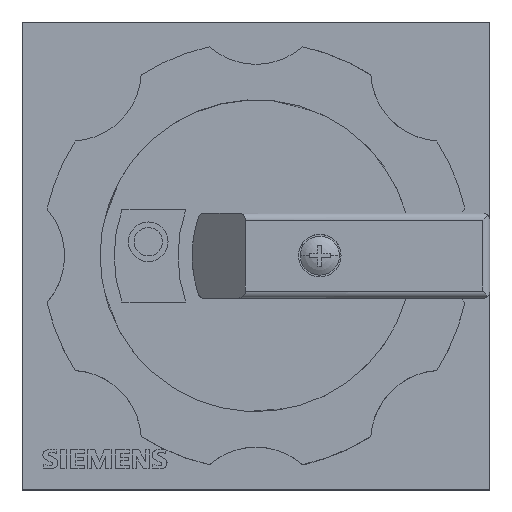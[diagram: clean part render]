
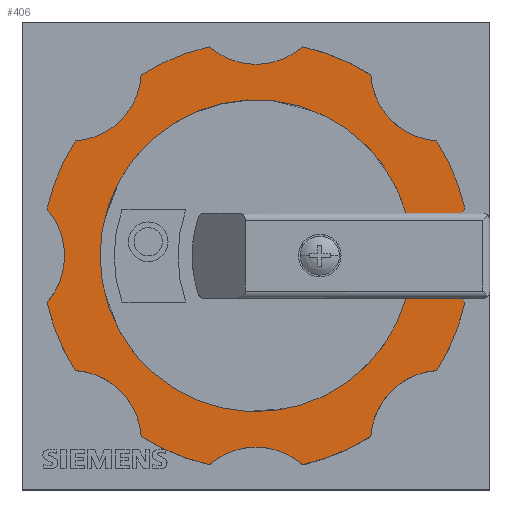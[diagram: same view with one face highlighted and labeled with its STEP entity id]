
A CAD part, top view. The second image highlights one B-rep face of the part: STEP entity #406.
In plain terms, the highlighted planar face has unit normal (0, 0, 1).
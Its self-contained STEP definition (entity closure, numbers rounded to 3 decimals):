
#406=ADVANCED_FACE('',(#992),#993,.T.);
#992=FACE_OUTER_BOUND('',#1761,.T.);
#993=PLANE('',#1762);
#1761=EDGE_LOOP('',(#2993,#2994,#2995,#2996,#2997,#2998,#2999,#3000,#3001,#3002,#3003,#3004,#3005,#3006,#3007,#3008,#3009,#3010,#3011,#3012,#3013,#3014,#3015,#3016,#3017,#3018,#3019,#3020));
#1762=AXIS2_PLACEMENT_3D('',#3021,#3022,#3023);
#2993=ORIENTED_EDGE('',*,*,#4883,.T.);
#2994=ORIENTED_EDGE('',*,*,#4715,.T.);
#2995=ORIENTED_EDGE('',*,*,#5018,.T.);
#2996=ORIENTED_EDGE('',*,*,#4972,.T.);
#2997=ORIENTED_EDGE('',*,*,#4981,.T.);
#2998=ORIENTED_EDGE('',*,*,#5019,.T.);
#2999=ORIENTED_EDGE('',*,*,#5020,.T.);
#3000=ORIENTED_EDGE('',*,*,#4731,.T.);
#3001=ORIENTED_EDGE('',*,*,#5021,.T.);
#3002=ORIENTED_EDGE('',*,*,#5022,.T.);
#3003=ORIENTED_EDGE('',*,*,#4736,.T.);
#3004=ORIENTED_EDGE('',*,*,#5023,.T.);
#3005=ORIENTED_EDGE('',*,*,#5024,.T.);
#3006=ORIENTED_EDGE('',*,*,#4741,.T.);
#3007=ORIENTED_EDGE('',*,*,#5025,.T.);
#3008=ORIENTED_EDGE('',*,*,#5026,.T.);
#3009=ORIENTED_EDGE('',*,*,#4748,.T.);
#3010=ORIENTED_EDGE('',*,*,#5027,.T.);
#3011=ORIENTED_EDGE('',*,*,#5028,.T.);
#3012=ORIENTED_EDGE('',*,*,#4753,.T.);
#3013=ORIENTED_EDGE('',*,*,#5029,.T.);
#3014=ORIENTED_EDGE('',*,*,#5030,.T.);
#3015=ORIENTED_EDGE('',*,*,#4758,.T.);
#3016=ORIENTED_EDGE('',*,*,#5031,.T.);
#3017=ORIENTED_EDGE('',*,*,#5015,.T.);
#3018=ORIENTED_EDGE('',*,*,#4763,.T.);
#3019=ORIENTED_EDGE('',*,*,#5032,.T.);
#3020=ORIENTED_EDGE('',*,*,#5033,.T.);
#3021=CARTESIAN_POINT('',(33.0,33.0,27.3));
#3022=DIRECTION('',(0.0,0.0,1.0));
#3023=DIRECTION('',(1.0,0.0,0.0));
#4715=EDGE_CURVE('',#5684,#5681,#5685,.T.);
#4731=EDGE_CURVE('',#5709,#5713,#5715,.T.);
#4736=EDGE_CURVE('',#5718,#5722,#5724,.T.);
#4741=EDGE_CURVE('',#5727,#5731,#5733,.T.);
#4748=EDGE_CURVE('',#5736,#5744,#5746,.T.);
#4753=EDGE_CURVE('',#5749,#5753,#5755,.T.);
#4758=EDGE_CURVE('',#5758,#5762,#5764,.T.);
#4763=EDGE_CURVE('',#5767,#5771,#5773,.T.);
#4883=EDGE_CURVE('',#5972,#5684,#5973,.T.);
#4972=EDGE_CURVE('',#6098,#6096,#6099,.T.);
#4981=EDGE_CURVE('',#6096,#6107,#6109,.T.);
#5015=EDGE_CURVE('',#6163,#5767,#6164,.T.);
#5018=EDGE_CURVE('',#5681,#6098,#6167,.T.);
#5019=EDGE_CURVE('',#6107,#6168,#6169,.T.);
#5020=EDGE_CURVE('',#6168,#5709,#6170,.T.);
#5021=EDGE_CURVE('',#5713,#6171,#6172,.T.);
#5022=EDGE_CURVE('',#6171,#5718,#6173,.T.);
#5023=EDGE_CURVE('',#5722,#6174,#6175,.T.);
#5024=EDGE_CURVE('',#6174,#5727,#6176,.T.);
#5025=EDGE_CURVE('',#5731,#6177,#6178,.T.);
#5026=EDGE_CURVE('',#6177,#5736,#6179,.T.);
#5027=EDGE_CURVE('',#5744,#6180,#6181,.T.);
#5028=EDGE_CURVE('',#6180,#5749,#6182,.T.);
#5029=EDGE_CURVE('',#5753,#6183,#6184,.T.);
#5030=EDGE_CURVE('',#6183,#5758,#6185,.T.);
#5031=EDGE_CURVE('',#5762,#6163,#6186,.T.);
#5032=EDGE_CURVE('',#5771,#6187,#6188,.T.);
#5033=EDGE_CURVE('',#6187,#5972,#6189,.T.);
#5681=VERTEX_POINT('',#7131);
#5684=VERTEX_POINT('',#7135);
#5685=CIRCLE('',#7136,22.0);
#5709=VERTEX_POINT('',#7187);
#5713=VERTEX_POINT('',#7197);
#5715=CIRCLE('',#7200,10.0);
#5718=VERTEX_POINT('',#7203);
#5722=VERTEX_POINT('',#7208);
#5724=CIRCLE('',#7211,10.0);
#5727=VERTEX_POINT('',#7214);
#5731=VERTEX_POINT('',#7219);
#5733=CIRCLE('',#7222,10.0);
#5736=VERTEX_POINT('',#7225);
#5744=VERTEX_POINT('',#7240);
#5746=CIRCLE('',#7243,10.0);
#5749=VERTEX_POINT('',#7246);
#5753=VERTEX_POINT('',#7251);
#5755=CIRCLE('',#7254,10.0);
#5758=VERTEX_POINT('',#7257);
#5762=VERTEX_POINT('',#7262);
#5764=CIRCLE('',#7265,10.0);
#5767=VERTEX_POINT('',#7268);
#5771=VERTEX_POINT('',#7273);
#5773=CIRCLE('',#7276,10.0);
#5972=VERTEX_POINT('',#7598);
#5973=LINE('',#7599,#7600);
#6096=VERTEX_POINT('',#7763);
#6098=VERTEX_POINT('',#7766);
#6099=LINE('',#7767,#7768);
#6107=VERTEX_POINT('',#7778);
#6109=CIRCLE('',#7781,10.0);
#6163=VERTEX_POINT('',#7871);
#6164=CIRCLE('',#7872,10.0);
#6167=CIRCLE('',#7876,22.0);
#6168=VERTEX_POINT('',#7877);
#6169=CIRCLE('',#7878,30.2);
#6170=CIRCLE('',#7879,10.0);
#6171=VERTEX_POINT('',#7880);
#6172=CIRCLE('',#7881,30.2);
#6173=CIRCLE('',#7882,10.0);
#6174=VERTEX_POINT('',#7883);
#6175=CIRCLE('',#7884,30.2);
#6176=CIRCLE('',#7885,10.0);
#6177=VERTEX_POINT('',#7886);
#6178=CIRCLE('',#7887,30.2);
#6179=CIRCLE('',#7888,10.0);
#6180=VERTEX_POINT('',#7889);
#6181=CIRCLE('',#7890,30.2);
#6182=CIRCLE('',#7891,10.0);
#6183=VERTEX_POINT('',#7892);
#6184=CIRCLE('',#7893,30.2);
#6185=CIRCLE('',#7894,10.0);
#6186=CIRCLE('',#7895,30.2);
#6187=VERTEX_POINT('',#7896);
#6188=CIRCLE('',#7897,30.2);
#6189=CIRCLE('',#7898,10.0);
#7131=CARTESIAN_POINT('',(11.0,33.0,27.3));
#7135=CARTESIAN_POINT('',(54.166,27.,27.3));
#7136=AXIS2_PLACEMENT_3D('',#9116,#9117,#9118);
#7187=CARTESIAN_POINT('',(52.092,52.092,27.3));
#7197=CARTESIAN_POINT('',(49.185,58.497,27.3));
#7200=AXIS2_PLACEMENT_3D('',#9131,#9132,#9133);
#7203=CARTESIAN_POINT('',(33.0,60.0,27.3));
#7208=CARTESIAN_POINT('',(26.416,62.474,27.3));
#7211=AXIS2_PLACEMENT_3D('',#9139,#9140,#9141);
#7214=CARTESIAN_POINT('',(13.908,52.092,27.3));
#7219=CARTESIAN_POINT('',(7.503,49.185,27.3));
#7222=AXIS2_PLACEMENT_3D('',#9147,#9148,#9149);
#7225=CARTESIAN_POINT('',(6.0,33.0,27.3));
#7240=CARTESIAN_POINT('',(3.526,26.416,27.3));
#7243=AXIS2_PLACEMENT_3D('',#9156,#9157,#9158);
#7246=CARTESIAN_POINT('',(13.908,13.908,27.3));
#7251=CARTESIAN_POINT('',(16.815,7.503,27.3));
#7254=AXIS2_PLACEMENT_3D('',#9164,#9165,#9166);
#7257=CARTESIAN_POINT('',(33.0,6.0,27.3));
#7262=CARTESIAN_POINT('',(39.584,3.526,27.3));
#7265=AXIS2_PLACEMENT_3D('',#9172,#9173,#9174);
#7268=CARTESIAN_POINT('',(52.092,13.908,27.3));
#7273=CARTESIAN_POINT('',(58.497,16.815,27.3));
#7276=AXIS2_PLACEMENT_3D('',#9180,#9181,#9182);
#7598=CARTESIAN_POINT('',(62.,27.,27.3));
#7599=CARTESIAN_POINT('',(49.,27.,27.3));
#7600=VECTOR('',#9338,1.0);
#7763=CARTESIAN_POINT('',(62.,39.,27.3));
#7766=CARTESIAN_POINT('',(54.166,39.,27.3));
#7767=CARTESIAN_POINT('',(29.388,39.,27.3));
#7768=VECTOR('',#9446,1.0);
#7778=CARTESIAN_POINT('',(62.474,39.584,27.3));
#7781=AXIS2_PLACEMENT_3D('',#9453,#9454,#9455);
#7871=CARTESIAN_POINT('',(49.185,7.503,27.3));
#7872=AXIS2_PLACEMENT_3D('',#9502,#9503,#9504);
#7876=AXIS2_PLACEMENT_3D('',#9506,#9507,#9508);
#7877=CARTESIAN_POINT('',(58.497,49.185,27.3));
#7878=AXIS2_PLACEMENT_3D('',#9509,#9510,#9511);
#7879=AXIS2_PLACEMENT_3D('',#9512,#9513,#9514);
#7880=CARTESIAN_POINT('',(39.584,62.474,27.3));
#7881=AXIS2_PLACEMENT_3D('',#9515,#9516,#9517);
#7882=AXIS2_PLACEMENT_3D('',#9518,#9519,#9520);
#7883=CARTESIAN_POINT('',(16.815,58.497,27.3));
#7884=AXIS2_PLACEMENT_3D('',#9521,#9522,#9523);
#7885=AXIS2_PLACEMENT_3D('',#9524,#9525,#9526);
#7886=CARTESIAN_POINT('',(3.526,39.584,27.3));
#7887=AXIS2_PLACEMENT_3D('',#9527,#9528,#9529);
#7888=AXIS2_PLACEMENT_3D('',#9530,#9531,#9532);
#7889=CARTESIAN_POINT('',(7.503,16.815,27.3));
#7890=AXIS2_PLACEMENT_3D('',#9533,#9534,#9535);
#7891=AXIS2_PLACEMENT_3D('',#9536,#9537,#9538);
#7892=CARTESIAN_POINT('',(26.416,3.526,27.3));
#7893=AXIS2_PLACEMENT_3D('',#9539,#9540,#9541);
#7894=AXIS2_PLACEMENT_3D('',#9542,#9543,#9544);
#7895=AXIS2_PLACEMENT_3D('',#9545,#9546,#9547);
#7896=CARTESIAN_POINT('',(62.474,26.416,27.3));
#7897=AXIS2_PLACEMENT_3D('',#9548,#9549,#9550);
#7898=AXIS2_PLACEMENT_3D('',#9551,#9552,#9553);
#9116=CARTESIAN_POINT('',(33.0,33.0,27.3));
#9117=DIRECTION('',(0.0,0.0,-1.0));
#9118=DIRECTION('',(1.0,0.0,0.0));
#9131=CARTESIAN_POINT('',(59.163,59.163,27.3));
#9132=DIRECTION('',(0.0,0.0,-1.0));
#9133=DIRECTION('',(0.707,0.707,0.0));
#9139=CARTESIAN_POINT('',(33.0,70.0,27.3));
#9140=DIRECTION('',(0.0,0.0,-1.0));
#9141=DIRECTION('',(0.0,1.0,0.0));
#9147=CARTESIAN_POINT('',(6.837,59.163,27.3));
#9148=DIRECTION('',(0.0,0.0,-1.0));
#9149=DIRECTION('',(-0.707,0.707,0.0));
#9156=CARTESIAN_POINT('',(-4.0,33.0,27.3));
#9157=DIRECTION('',(0.0,0.0,-1.0));
#9158=DIRECTION('',(-1.0,0.0,0.0));
#9164=CARTESIAN_POINT('',(6.837,6.837,27.3));
#9165=DIRECTION('',(-0.0,0.0,-1.0));
#9166=DIRECTION('',(-0.707,-0.707,0.0));
#9172=CARTESIAN_POINT('',(33.0,-4.0,27.3));
#9173=DIRECTION('',(0.0,0.0,-1.0));
#9174=DIRECTION('',(0.0,-1.0,0.0));
#9180=CARTESIAN_POINT('',(59.163,6.837,27.3));
#9181=DIRECTION('',(0.0,0.0,-1.0));
#9182=DIRECTION('',(0.707,-0.707,0.0));
#9338=DIRECTION('',(-1.0,0.,-0.0));
#9446=DIRECTION('',(1.0,0.0,0.0));
#9453=CARTESIAN_POINT('',(70.0,33.0,27.3));
#9454=DIRECTION('',(0.0,0.0,-1.0));
#9455=DIRECTION('',(1.0,0.0,0.0));
#9502=CARTESIAN_POINT('',(59.163,6.837,27.3));
#9503=DIRECTION('',(0.0,0.0,-1.0));
#9504=DIRECTION('',(0.707,-0.707,0.0));
#9506=CARTESIAN_POINT('',(33.0,33.0,27.3));
#9507=DIRECTION('',(0.0,0.0,-1.0));
#9508=DIRECTION('',(1.0,0.0,0.0));
#9509=CARTESIAN_POINT('',(33.0,33.0,27.3));
#9510=DIRECTION('',(0.0,0.0,1.0));
#9511=DIRECTION('',(1.0,0.0,0.0));
#9512=CARTESIAN_POINT('',(59.163,59.163,27.3));
#9513=DIRECTION('',(0.0,0.0,-1.0));
#9514=DIRECTION('',(0.707,0.707,0.0));
#9515=CARTESIAN_POINT('',(33.0,33.0,27.3));
#9516=DIRECTION('',(0.0,0.0,1.0));
#9517=DIRECTION('',(1.0,0.0,0.0));
#9518=CARTESIAN_POINT('',(33.0,70.0,27.3));
#9519=DIRECTION('',(0.0,0.0,-1.0));
#9520=DIRECTION('',(0.0,1.0,0.0));
#9521=CARTESIAN_POINT('',(33.0,33.0,27.3));
#9522=DIRECTION('',(0.0,0.0,1.0));
#9523=DIRECTION('',(1.0,0.0,0.0));
#9524=CARTESIAN_POINT('',(6.837,59.163,27.3));
#9525=DIRECTION('',(0.0,0.0,-1.0));
#9526=DIRECTION('',(-0.707,0.707,0.0));
#9527=CARTESIAN_POINT('',(33.0,33.0,27.3));
#9528=DIRECTION('',(0.0,0.0,1.0));
#9529=DIRECTION('',(1.0,0.0,0.0));
#9530=CARTESIAN_POINT('',(-4.0,33.0,27.3));
#9531=DIRECTION('',(0.0,0.0,-1.0));
#9532=DIRECTION('',(-1.0,0.0,0.0));
#9533=CARTESIAN_POINT('',(33.0,33.0,27.3));
#9534=DIRECTION('',(0.0,0.0,1.0));
#9535=DIRECTION('',(1.0,0.0,0.0));
#9536=CARTESIAN_POINT('',(6.837,6.837,27.3));
#9537=DIRECTION('',(-0.0,0.0,-1.0));
#9538=DIRECTION('',(-0.707,-0.707,0.0));
#9539=CARTESIAN_POINT('',(33.0,33.0,27.3));
#9540=DIRECTION('',(0.0,0.0,1.0));
#9541=DIRECTION('',(1.0,0.0,0.0));
#9542=CARTESIAN_POINT('',(33.0,-4.0,27.3));
#9543=DIRECTION('',(0.0,0.0,-1.0));
#9544=DIRECTION('',(0.0,-1.0,0.0));
#9545=CARTESIAN_POINT('',(33.0,33.0,27.3));
#9546=DIRECTION('',(0.0,0.0,1.0));
#9547=DIRECTION('',(1.0,0.0,0.0));
#9548=CARTESIAN_POINT('',(33.0,33.0,27.3));
#9549=DIRECTION('',(0.0,0.0,1.0));
#9550=DIRECTION('',(1.0,0.0,0.0));
#9551=CARTESIAN_POINT('',(70.0,33.0,27.3));
#9552=DIRECTION('',(0.0,0.0,-1.0));
#9553=DIRECTION('',(1.0,0.0,0.0));
